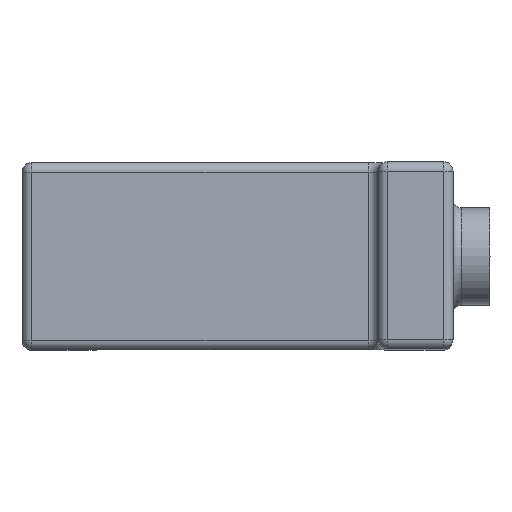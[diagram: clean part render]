
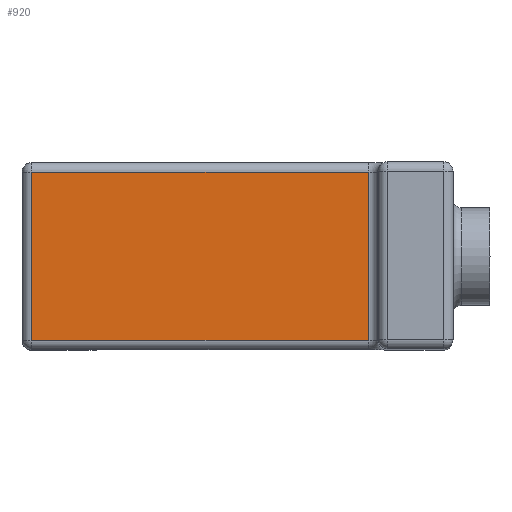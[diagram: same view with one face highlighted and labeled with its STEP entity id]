
A CAD part, top view. The second image highlights one B-rep face of the part: STEP entity #920.
In plain terms, the highlighted planar face has unit normal (0.001, 0, 1).
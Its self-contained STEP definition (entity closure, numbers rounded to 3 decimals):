
#24=PLANE('',#1057);
#53=LINE('',#1477,#114);
#55=LINE('',#1487,#116);
#62=LINE('',#1554,#123);
#89=LINE('',#1641,#150);
#114=VECTOR('',#1155,10.);
#116=VECTOR('',#1167,10.);
#123=VECTOR('',#1216,10.);
#150=VECTOR('',#1321,10.);
#247=FACE_OUTER_BOUND('',#311,.T.);
#311=EDGE_LOOP('',(#785,#786,#787,#788));
#403=VERTEX_POINT('',#1426);
#415=VERTEX_POINT('',#1467);
#421=VERTEX_POINT('',#1482);
#432=VERTEX_POINT('',#1545);
#497=EDGE_CURVE('',#415,#403,#53,.T.);
#502=EDGE_CURVE('',#403,#421,#55,.T.);
#523=EDGE_CURVE('',#432,#415,#62,.T.);
#570=EDGE_CURVE('',#421,#432,#89,.T.);
#785=ORIENTED_EDGE('',*,*,#497,.F.);
#786=ORIENTED_EDGE('',*,*,#523,.F.);
#787=ORIENTED_EDGE('',*,*,#570,.F.);
#788=ORIENTED_EDGE('',*,*,#502,.F.);
#920=ADVANCED_FACE('',(#247),#24,.T.);
#1057=AXIS2_PLACEMENT_3D('',#1666,#1357,#1358);
#1155=DIRECTION('',(-1.,0.,0.001));
#1167=DIRECTION('',(0.,1.,0.));
#1216=DIRECTION('',(0.,-1.,0.));
#1321=DIRECTION('',(1.,0.,-0.001));
#1357=DIRECTION('center_axis',(0.001,0.,1.));
#1358=DIRECTION('ref_axis',(1.,0.,-0.001));
#1426=CARTESIAN_POINT('',(-22.488,0.5,15.017));
#1467=CARTESIAN_POINT('',(-4.488,0.5,15.003));
#1477=CARTESIAN_POINT('',(-17.238,0.5,15.013));
#1482=CARTESIAN_POINT('',(-22.488,9.5,15.017));
#1487=CARTESIAN_POINT('',(-22.488,0.,15.017));
#1545=CARTESIAN_POINT('',(-4.488,9.5,15.003));
#1554=CARTESIAN_POINT('',(-4.488,0.,15.003));
#1641=CARTESIAN_POINT('',(-17.238,9.5,15.013));
#1666=CARTESIAN_POINT('Origin',(-22.988,0.,15.018));
